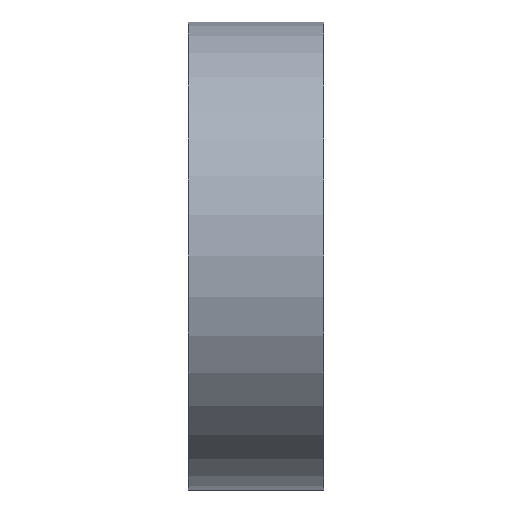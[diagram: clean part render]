
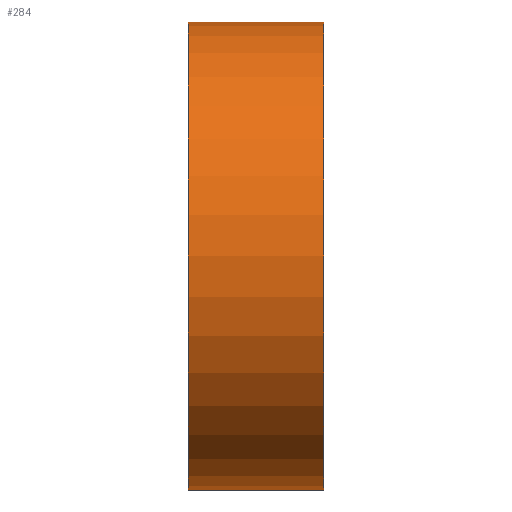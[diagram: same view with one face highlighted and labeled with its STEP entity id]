
A CAD part, left-side view. The second image highlights one B-rep face of the part: STEP entity #284.
In plain terms, the highlighted cylindrical face has radius 19.05 mm (diameter 38.1 mm), a partial arc.
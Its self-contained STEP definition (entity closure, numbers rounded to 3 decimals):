
#33 = CARTESIAN_POINT ( 'NONE',  ( 0., 11., 0. ) ) ;
#45 = CARTESIAN_POINT ( 'NONE',  ( 0., 60.021, 0. ) ) ;
#81 = VERTEX_POINT ( 'NONE', #359 ) ;
#85 = CARTESIAN_POINT ( 'NONE',  ( 0., 11., -19.05 ) ) ;
#94 = LINE ( 'NONE', #345, #306 ) ;
#100 = DIRECTION ( 'NONE',  ( 0., 0., 1. ) ) ;
#106 = DIRECTION ( 'NONE',  ( 0., 1., 0. ) ) ;
#108 = ORIENTED_EDGE ( 'NONE', *, *, #363, .T. ) ;
#142 = FACE_OUTER_BOUND ( 'NONE', #397, .T. ) ;
#143 = DIRECTION ( 'NONE',  ( 0., 1., 0. ) ) ;
#155 = VERTEX_POINT ( 'NONE', #85 ) ;
#163 = ORIENTED_EDGE ( 'NONE', *, *, #238, .F. ) ;
#175 = DIRECTION ( 'NONE',  ( 0., 0., 1. ) ) ;
#191 = CYLINDRICAL_SURFACE ( 'NONE', #293, 19.05 ) ;
#211 = CARTESIAN_POINT ( 'NONE',  ( 0., 60.021, 19.05 ) ) ;
#225 = LINE ( 'NONE', #211, #256 ) ;
#231 = CARTESIAN_POINT ( 'NONE',  ( 0., 11., 19.05 ) ) ;
#238 = EDGE_CURVE ( 'NONE', #81, #155, #94, .T. ) ;
#240 = CIRCLE ( 'NONE', #381, 19.05 ) ;
#245 = DIRECTION ( 'NONE',  ( 0., 1., 0. ) ) ;
#256 = VECTOR ( 'NONE', #106, 1000. ) ;
#258 = CARTESIAN_POINT ( 'NONE',  ( 0., 0., 19.05 ) ) ;
#268 = EDGE_CURVE ( 'NONE', #338, #383, #225, .T. ) ;
#276 = AXIS2_PLACEMENT_3D ( 'NONE', #33, #324, #175 ) ;
#277 = ORIENTED_EDGE ( 'NONE', *, *, #268, .T. ) ;
#284 = ADVANCED_FACE ( 'NONE', ( #142 ), #191, .T. ) ;
#293 = AXIS2_PLACEMENT_3D ( 'NONE', #45, #143, #380 ) ;
#294 = ORIENTED_EDGE ( 'NONE', *, *, #314, .F. ) ;
#305 = CIRCLE ( 'NONE', #276, 19.05 ) ;
#306 = VECTOR ( 'NONE', #245, 1000. ) ;
#314 = EDGE_CURVE ( 'NONE', #155, #383, #305, .T. ) ;
#324 = DIRECTION ( 'NONE',  ( 0., 1., 0. ) ) ;
#338 = VERTEX_POINT ( 'NONE', #258 ) ;
#345 = CARTESIAN_POINT ( 'NONE',  ( 0., 60.021, -19.05 ) ) ;
#359 = CARTESIAN_POINT ( 'NONE',  ( 0., 0., -19.05 ) ) ;
#363 = EDGE_CURVE ( 'NONE', #81, #338, #240, .T. ) ;
#380 = DIRECTION ( 'NONE',  ( 0., 0., 1. ) ) ;
#381 = AXIS2_PLACEMENT_3D ( 'NONE', #404, #429, #100 ) ;
#383 = VERTEX_POINT ( 'NONE', #231 ) ;
#397 = EDGE_LOOP ( 'NONE', ( #163, #108, #277, #294 ) ) ;
#404 = CARTESIAN_POINT ( 'NONE',  ( 0., 0., 0. ) ) ;
#429 = DIRECTION ( 'NONE',  ( 0., 1., 0. ) ) ;
